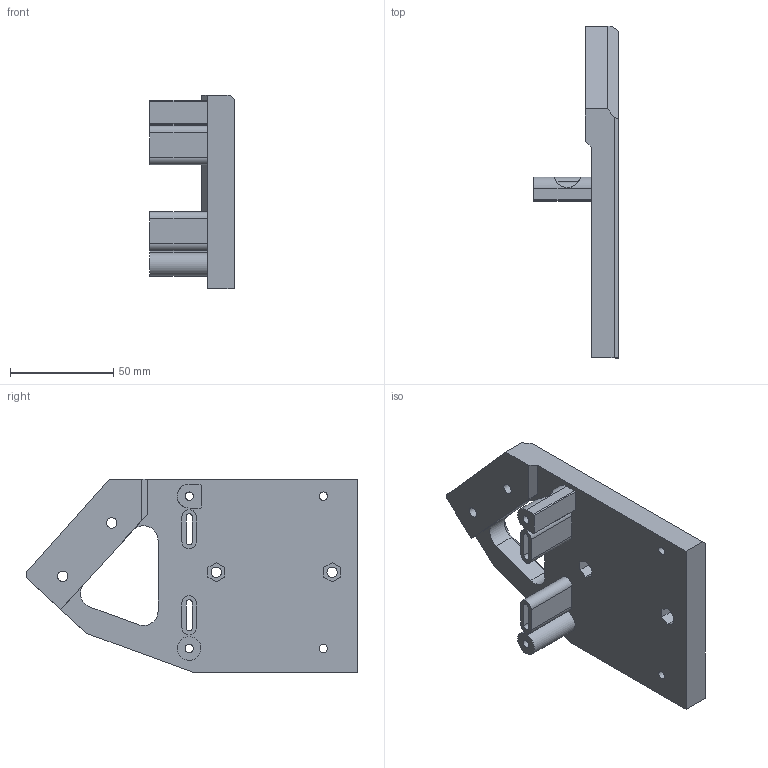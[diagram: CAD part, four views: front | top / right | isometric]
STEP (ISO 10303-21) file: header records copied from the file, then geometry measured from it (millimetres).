
FILE_DESCRIPTION(/* description */ (''),/* implementation_level */ '2;1');
FILE_NAME(/* name */ 'MT_holder_41_L v1.step',/* time_stamp */ '2024-07-03T11:15:39+02:00',/* author */ (''),/* organization */ (''),/* preprocessor_version */ 'ST-DEVELOPER v20',/* originating_system */ 'Autodesk Translation Framework v13.14.0.145',/* authorisation */ '');
FILE_SCHEMA (('AUTOMOTIVE_DESIGN { 1 0 10303 214 3 1 1 }'));
Length unit declared in the file: millimetre
Products named in the file (1): MT_holder_41_L
Bounding box: 40.8 x 160.34 x 93.54 mm (x, y, z)
Volume: 157969.8 mm3; surface area: 39670.6 mm2
Topology: 1 solids, 1 shells, 89 faces, 241 edges, 156 vertices
Faces by surface type: plane 54, cylinder 28, torus 4, cone 3
Full cylindrical faces by diameter (mm): 4 x4, 5 x4
Entity records: 2967 total; most frequent: CARTESIAN_POINT 587, ORIENTED_EDGE 482, DIRECTION 480, EDGE_CURVE 241, LINE 176, VECTOR 176, VERTEX_POINT 156, AXIS2_PLACEMENT_3D 152
